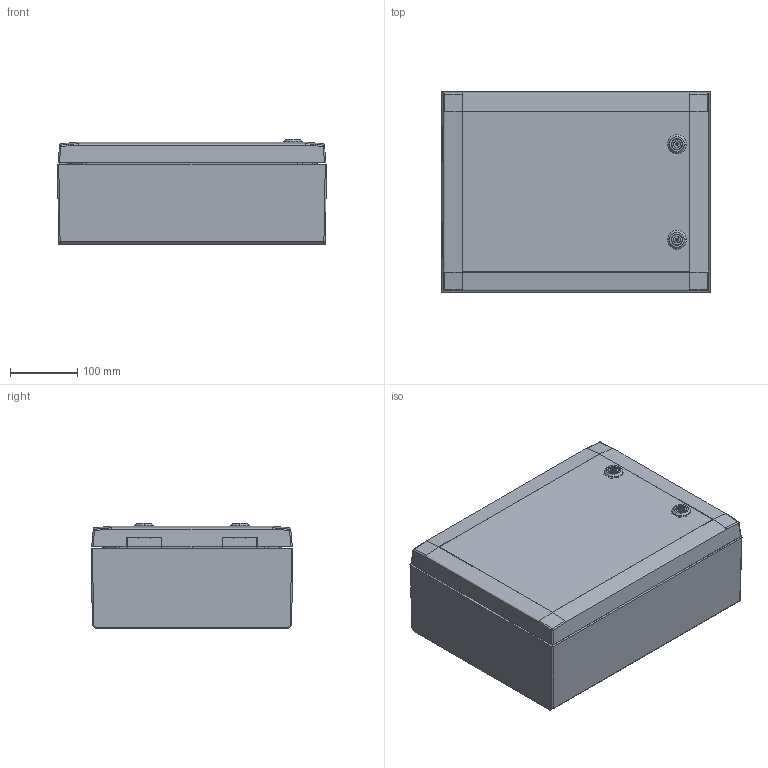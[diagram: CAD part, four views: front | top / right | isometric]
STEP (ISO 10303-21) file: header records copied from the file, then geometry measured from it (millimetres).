
FILE_DESCRIPTION (( 'STEP AP203' ), '1' );
FILE_NAME ('ARCA 304015 with MPS.STEP', '2022-05-25T07:20:12', ( '' ), ( '' ), 'SwSTEP 2.0', 'SolidWorks 2021', '' );
FILE_SCHEMA (( 'CONFIG_CONTROL_DESIGN' ));
Length unit declared in the file: millimetre
Products named in the file (13): 1000-u187-n2_asm; 1000-102A-2X; 1000-102A-1X_AF0; Cabinet hinge small; ARCA 304015 with MPS; Lock Cam as OPEN position; MPS 4030; NewCab Lock Cam; 1000-102A-D_ASM; Cabinet 304003 Cover; ARCA IEC DB small; 1000-02; Cabinet 403012 Base
Assembly tree (15 placements, depth 4):
  ARCA 304015 with MPS
    Cabinet 403012 Base
    Cabinet hinge small  x2
    Cabinet 304003 Cover
    ARCA IEC DB small  x2
      1000-102A-D_ASM
        1000-102A-1X_AF0
        1000-102A-2X
      1000-02
      1000-u187-n2_asm
      NewCab Lock Cam
    Lock Cam as OPEN position  x2
    MPS 4030
Bounding box: 400 x 300 x 157.2 mm (x, y, z)
Volume: 2194178.1 mm3; surface area: 1366066.6 mm2
Topology: 19 solids, 19 shells, 2466 faces, 6259 edges, 3996 vertices
Faces by surface type: plane 1472, cylinder 547, cone 279, bspline 144, torus 16, sphere 8
Entity records: 62446 total; most frequent: CARTESIAN_POINT 15351, ORIENTED_EDGE 9728, DIRECTION 9007, EDGE_CURVE 4864, VECTOR 3313, LINE 3313, VERTEX_POINT 3153, AXIS2_PLACEMENT_3D 2847
